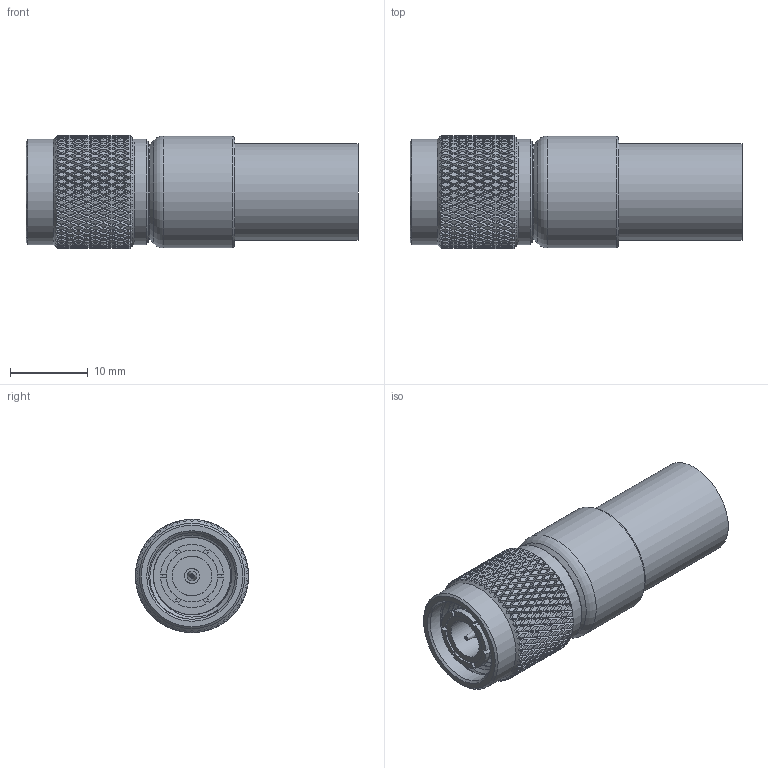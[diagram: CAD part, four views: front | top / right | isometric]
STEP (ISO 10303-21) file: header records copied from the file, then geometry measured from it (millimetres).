
FILE_DESCRIPTION (( 'STEP AP203' ), '1' );
FILE_NAME ('PE44293_3D.step', '2021-07-21T15:10:38', ( '' ), ( '' ), 'SwSTEP 2.0', 'SolidWorks 2021', '' );
FILE_SCHEMA (( 'CONFIG_CONTROL_DESIGN' ));
Products named in the file (1): PE44293_3D
Bounding box: 42.59 x 14.5 x 14.5 mm (x, y, z)
Volume: 4394.2 mm3; surface area: 4362.9 mm2
Topology: 2 solids, 2 shells, 2597 faces, 5488 edges, 2904 vertices
Faces by surface type: bspline 2004, cylinder 538, plane 38, cone 16, torus 1
Full cylindrical faces by diameter (mm): 1.27 x1, 1.905 x1, 5.08 x1, 7.493 x1, 7.569 x1, 9.244 x1, 9.618 x1, 10.9 x1, 11.112 x6, 12.268 x1, 12.4 x1, 13.513 x2, 14.358 x1
Entity records: 99878 total; most frequent: CARTESIAN_POINT 67129, ORIENTED_EDGE 10882, EDGE_CURVE 5441, VERTEX_POINT 2888, EDGE_LOOP 2627, FACE_OUTER_BOUND 2607, ADVANCED_FACE 2591, B_SPLINE_CURVE_WITH_KNOTS 2270
